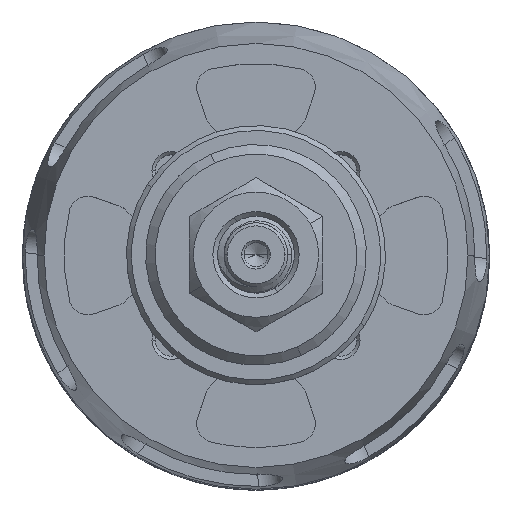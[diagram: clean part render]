
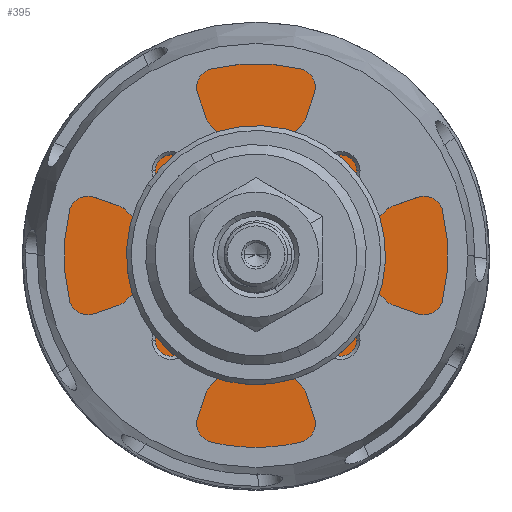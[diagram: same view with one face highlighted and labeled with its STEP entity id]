
A CAD part, top view. The second image highlights one B-rep face of the part: STEP entity #395.
In plain terms, the highlighted planar face has unit normal (0, 0, 1).
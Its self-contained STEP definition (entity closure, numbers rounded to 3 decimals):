
#395 = ADVANCED_FACE ( 'NONE', ( #25140, #17452 ), #683, .T. ) ;
#550 = CARTESIAN_POINT ( 'NONE',  ( 24.35, 0., -10.5 ) ) ;
#671 = CIRCLE ( 'NONE', #17474, 24.35 ) ;
#683 = PLANE ( 'NONE',  #18783 ) ;
#1532 = DIRECTION ( 'NONE',  ( 0., 0., 1. ) ) ;
#1613 = AXIS2_PLACEMENT_3D ( 'NONE', #20788, #1532, #18983 ) ;
#3242 = CARTESIAN_POINT ( 'NONE',  ( 10., 0., -10.5 ) ) ;
#3984 = CARTESIAN_POINT ( 'NONE',  ( -10., 0., -10.5 ) ) ;
#4993 = DIRECTION ( 'NONE',  ( 0., -1., 0. ) ) ;
#5535 = DIRECTION ( 'NONE',  ( 0., -1., 0. ) ) ;
#6540 = DIRECTION ( 'NONE',  ( 0., 0., 1. ) ) ;
#7158 = VERTEX_POINT ( 'NONE', #3984 ) ;
#7885 = EDGE_CURVE ( 'NONE', #25210, #12989, #15775, .T. ) ;
#8135 = EDGE_CURVE ( 'NONE', #9051, #7158, #22520, .T. ) ;
#9051 = VERTEX_POINT ( 'NONE', #3242 ) ;
#9442 = EDGE_LOOP ( 'NONE', ( #14264, #18516 ) ) ;
#9454 = CARTESIAN_POINT ( 'NONE',  ( 0., 0., -10.5 ) ) ;
#10267 = DIRECTION ( 'NONE',  ( 0., -1., 0. ) ) ;
#11984 = CARTESIAN_POINT ( 'NONE',  ( 0., 0., -10.5 ) ) ;
#12062 = CARTESIAN_POINT ( 'NONE',  ( -24.35, 0., -10.5 ) ) ;
#12989 = VERTEX_POINT ( 'NONE', #550 ) ;
#13267 = DIRECTION ( 'NONE',  ( 0., 0., 1. ) ) ;
#13832 = EDGE_CURVE ( 'NONE', #12989, #25210, #671, .T. ) ;
#14264 = ORIENTED_EDGE ( 'NONE', *, *, #8135, .F. ) ;
#15775 = CIRCLE ( 'NONE', #1613, 24.35 ) ;
#16010 = EDGE_LOOP ( 'NONE', ( #17123, #17300 ) ) ;
#16224 = CARTESIAN_POINT ( 'NONE',  ( 0., 24.35, -10.5 ) ) ;
#17123 = ORIENTED_EDGE ( 'NONE', *, *, #7885, .T. ) ;
#17300 = ORIENTED_EDGE ( 'NONE', *, *, #13832, .T. ) ;
#17452 = FACE_BOUND ( 'NONE', #9442, .T. ) ;
#17474 = AXIS2_PLACEMENT_3D ( 'NONE', #22494, #18293, #4993 ) ;
#17821 = EDGE_CURVE ( 'NONE', #7158, #9051, #18671, .T. ) ;
#18052 = DIRECTION ( 'NONE',  ( 0., -1., 0. ) ) ;
#18293 = DIRECTION ( 'NONE',  ( 0., 0., 1. ) ) ;
#18516 = ORIENTED_EDGE ( 'NONE', *, *, #17821, .F. ) ;
#18671 = CIRCLE ( 'NONE', #19429, 10. ) ;
#18783 = AXIS2_PLACEMENT_3D ( 'NONE', #16224, #6540, #18052 ) ;
#18983 = DIRECTION ( 'NONE',  ( 0., -1., 0. ) ) ;
#19429 = AXIS2_PLACEMENT_3D ( 'NONE', #9454, #13267, #5535 ) ;
#20788 = CARTESIAN_POINT ( 'NONE',  ( 0., 0., -10.5 ) ) ;
#21376 = AXIS2_PLACEMENT_3D ( 'NONE', #11984, #23700, #10267 ) ;
#22494 = CARTESIAN_POINT ( 'NONE',  ( 0., 0., -10.5 ) ) ;
#22520 = CIRCLE ( 'NONE', #21376, 10. ) ;
#23700 = DIRECTION ( 'NONE',  ( 0., 0., 1. ) ) ;
#25140 = FACE_OUTER_BOUND ( 'NONE', #16010, .T. ) ;
#25210 = VERTEX_POINT ( 'NONE', #12062 ) ;
